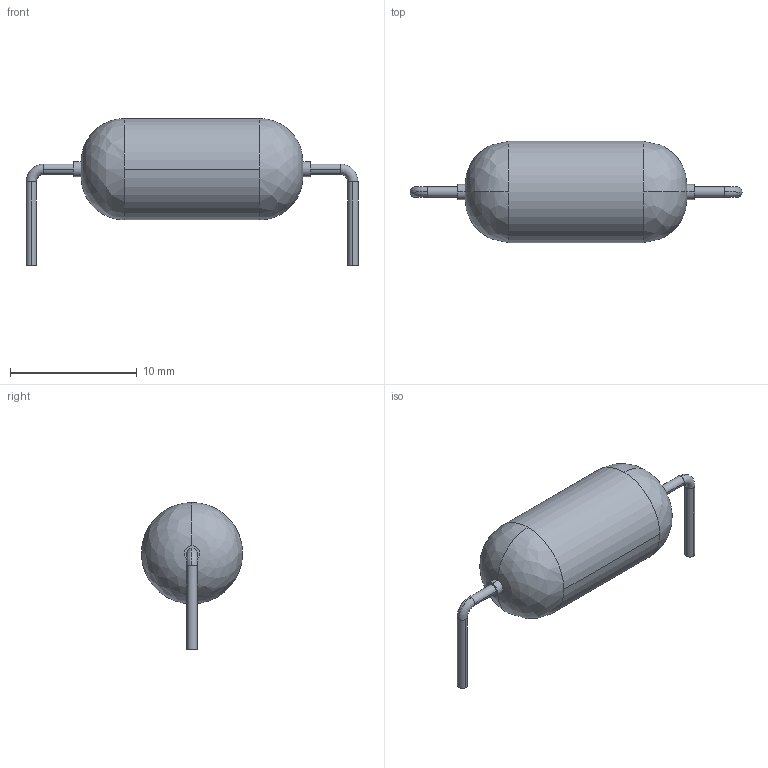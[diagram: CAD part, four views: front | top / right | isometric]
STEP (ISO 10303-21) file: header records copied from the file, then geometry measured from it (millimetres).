
FILE_DESCRIPTION((''),'2;1');
FILE_NAME('RES_HVR_RT.stp','2012-03-19T10:42:40',(''),(''),'Mechanical Desktop 2011','Mechanical Desktop 2011',', , ');
FILE_SCHEMA(('AUTOMOTIVE_DESIGN { 1 2 10303 214 1 1 1 1 }'));
Length unit declared in the file: millimetre
Products named in the file (1): Product
Bounding box: 26.21 x 8 x 11.6 mm (x, y, z)
Volume: 791 mm3; surface area: 522.1 mm2
Topology: 5 solids, 5 shells, 32 faces, 68 edges, 46 vertices
Faces by surface type: bspline 16, cylinder 8, plane 6, torus 2
Entity records: 1268 total; most frequent: CARTESIAN_POINT 525, DIRECTION 156, ORIENTED_EDGE 136, AXIS2_PLACEMENT_3D 71, EDGE_CURVE 68, CIRCLE 54, VERTEX_POINT 46, EDGE_LOOP 32
